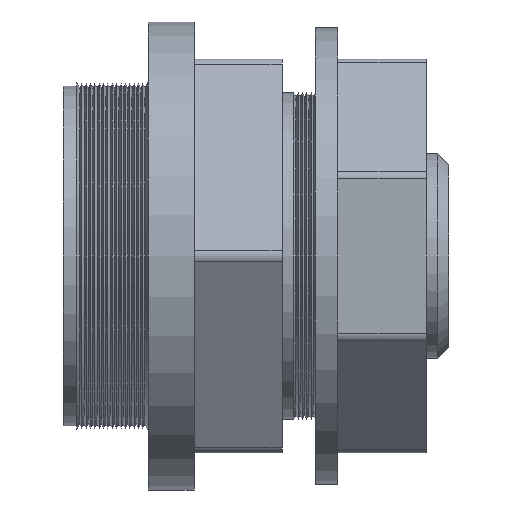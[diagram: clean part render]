
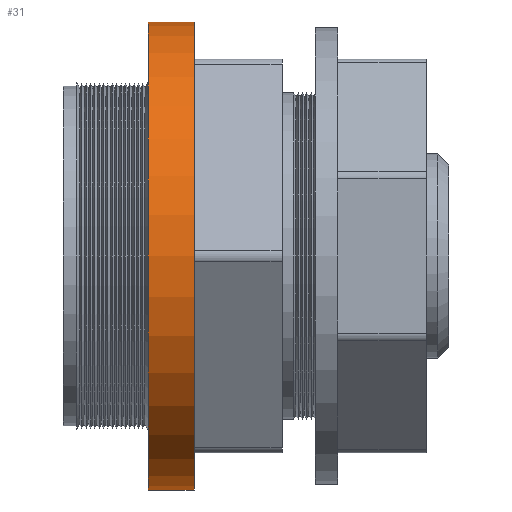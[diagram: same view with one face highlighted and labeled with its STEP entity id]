
A CAD part, left-side view. The second image highlights one B-rep face of the part: STEP entity #31.
In plain terms, the highlighted cylindrical face has radius 27.305 mm (diameter 54.61 mm), a partial arc.
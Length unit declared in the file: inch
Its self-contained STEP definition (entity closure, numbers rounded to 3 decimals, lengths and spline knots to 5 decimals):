
#24 = EDGE_CURVE ( 'NONE', #289, #292, #3447, .T. ) ;
#25 = ORIENTED_EDGE ( 'NONE', *, *, #24, .F. ) ;
#26 = EDGE_CURVE ( 'NONE', #211, #210, #3477, .T. ) ;
#27 = ORIENTED_EDGE ( 'NONE', *, *, #33, .T. ) ;
#28 = ORIENTED_EDGE ( 'NONE', *, *, #26, .T. ) ;
#29 = EDGE_LOOP ( 'NONE', ( #30, #28, #27, #25 ) ) ;
#30 = ORIENTED_EDGE ( 'NONE', *, *, #213, .F. ) ;
#31 = ADVANCED_FACE ( 'NONE', ( #3655 ), #3665, .T. ) ;
#33 = EDGE_CURVE ( 'NONE', #210, #292, #3660, .T. ) ;
#210 = VERTEX_POINT ( 'NONE', #852 ) ;
#211 = VERTEX_POINT ( 'NONE', #851 ) ;
#213 = EDGE_CURVE ( 'NONE', #211, #289, #850, .T. ) ;
#289 = VERTEX_POINT ( 'NONE', #1255 ) ;
#292 = VERTEX_POINT ( 'NONE', #1242 ) ;
#847 = DIRECTION ( 'NONE',  ( 0., 1., 0. ) ) ;
#848 = VECTOR ( 'NONE', #847, 39.37008 ) ;
#849 = CARTESIAN_POINT ( 'NONE',  ( 0., 1.84356, -1.075 ) ) ;
#850 = LINE ( 'NONE', #849, #848 ) ;
#851 = CARTESIAN_POINT ( 'NONE',  ( 0., 1.169, -1.075 ) ) ;
#852 = CARTESIAN_POINT ( 'NONE',  ( 0., 1.169, 1.075 ) ) ;
#1242 = CARTESIAN_POINT ( 'NONE',  ( 0., 1.38, 1.075 ) ) ;
#1255 = CARTESIAN_POINT ( 'NONE',  ( 0., 1.38, -1.075 ) ) ;
#3441 = DIRECTION ( 'NONE',  ( 0., 0., 1. ) ) ;
#3443 = DIRECTION ( 'NONE',  ( 0., 1., 0. ) ) ;
#3444 = CARTESIAN_POINT ( 'NONE',  ( 0., 1.38, 0. ) ) ;
#3446 = AXIS2_PLACEMENT_3D ( 'NONE', #3444, #3443, #3441 ) ;
#3447 = CIRCLE ( 'NONE', #3446, 1.075 ) ;
#3472 = DIRECTION ( 'NONE',  ( 0., 0., -1. ) ) ;
#3473 = DIRECTION ( 'NONE',  ( 0., 1., 0. ) ) ;
#3474 = CARTESIAN_POINT ( 'NONE',  ( 0., 1.169, 0. ) ) ;
#3475 = AXIS2_PLACEMENT_3D ( 'NONE', #3474, #3473, #3472 ) ;
#3477 = CIRCLE ( 'NONE', #3475, 1.075 ) ;
#3643 = AXIS2_PLACEMENT_3D ( 'NONE', #3699, #3653, #3741 ) ;
#3653 = DIRECTION ( 'NONE',  ( 0., 1., 0. ) ) ;
#3655 = FACE_OUTER_BOUND ( 'NONE', #29, .T. ) ;
#3657 = DIRECTION ( 'NONE',  ( 0., 1., 0. ) ) ;
#3658 = VECTOR ( 'NONE', #3657, 39.37008 ) ;
#3659 = CARTESIAN_POINT ( 'NONE',  ( 0., 1.84356, 1.075 ) ) ;
#3660 = LINE ( 'NONE', #3659, #3658 ) ;
#3665 = CYLINDRICAL_SURFACE ( 'NONE', #3643, 1.075 ) ;
#3699 = CARTESIAN_POINT ( 'NONE',  ( 0., 1.84356, 0. ) ) ;
#3741 = DIRECTION ( 'NONE',  ( 0., 0., 1. ) ) ;
